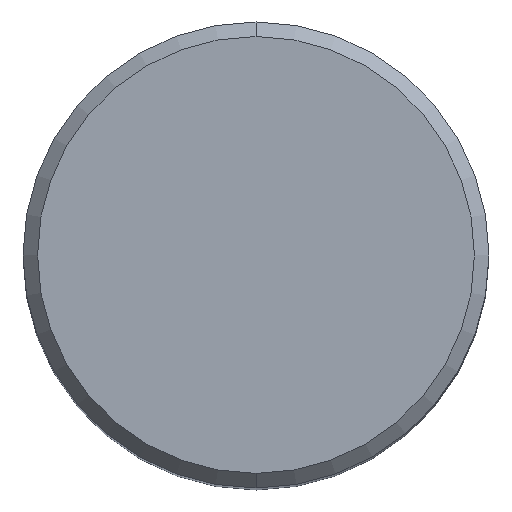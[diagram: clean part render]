
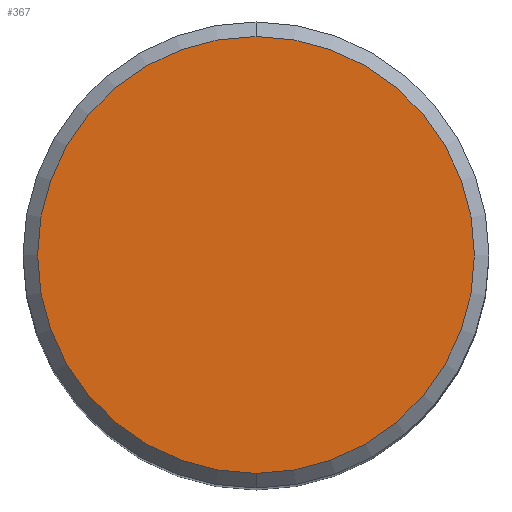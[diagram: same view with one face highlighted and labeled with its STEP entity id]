
A CAD part, top view. The second image highlights one B-rep face of the part: STEP entity #367.
In plain terms, the highlighted planar face has unit normal (0, 0, 1).
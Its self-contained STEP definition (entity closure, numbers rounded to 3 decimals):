
#367=ADVANCED_FACE('',(#1021),#1022,.T.);
#497=VERTEX_POINT('',#1164);
#545=EDGE_CURVE('',#967,#497,#1214,.T.);
#933=EDGE_CURVE('',#497,#967,#1634,.T.);
#967=VERTEX_POINT('',#1674);
#1021=FACE_OUTER_BOUND('',#1726,.T.);
#1022=PLANE('',#1727);
#1164=CARTESIAN_POINT('',(0.,-15.0,0.0));
#1214=CIRCLE('',#2215,15.0);
#1634=CIRCLE('',#3241,15.0);
#1674=CARTESIAN_POINT('',(0.0,15.0,0.0));
#1726=EDGE_LOOP('',(#3455,#3456));
#1727=AXIS2_PLACEMENT_3D('',#3457,#3458,#3459);
#2215=AXIS2_PLACEMENT_3D('',#3660,#3661,#3662);
#3241=AXIS2_PLACEMENT_3D('',#4105,#4106,#4107);
#3455=ORIENTED_EDGE('',*,*,#545,.F.);
#3456=ORIENTED_EDGE('',*,*,#933,.F.);
#3457=CARTESIAN_POINT('',(0.0,7.5,0.0));
#3458=DIRECTION('',(-0.0,0.0,1.0));
#3459=DIRECTION('',(0.0,-1.0,0.0));
#3660=CARTESIAN_POINT('',(0.0,0.0,0.0));
#3661=DIRECTION('',(0.0,0.0,-1.0));
#3662=DIRECTION('',(0.0,1.0,0.0));
#4105=CARTESIAN_POINT('',(0.0,0.0,0.0));
#4106=DIRECTION('',(0.0,0.0,-1.0));
#4107=DIRECTION('',(0.0,1.0,0.0));
